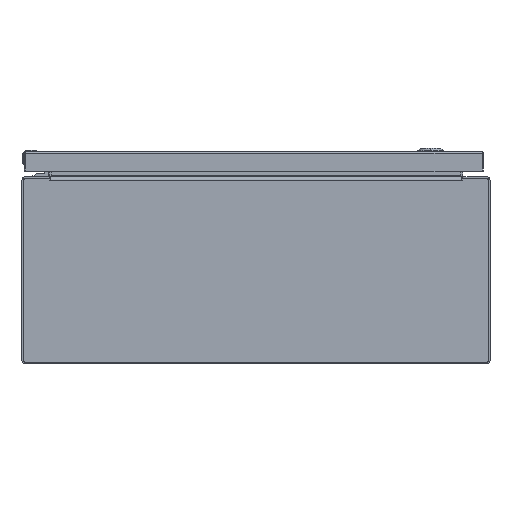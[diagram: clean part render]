
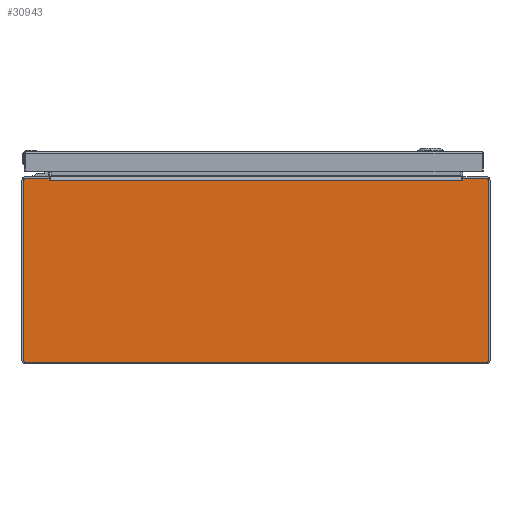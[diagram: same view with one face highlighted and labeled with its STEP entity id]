
A CAD part, front view. The second image highlights one B-rep face of the part: STEP entity #30943.
In plain terms, the highlighted planar face has unit normal (0, -1, 0).
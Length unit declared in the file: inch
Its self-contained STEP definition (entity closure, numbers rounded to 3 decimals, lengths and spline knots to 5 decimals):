
#205 = EDGE_CURVE ( 'NONE', #36069, #31589, #26916, .T. ) ;
#272 = DIRECTION ( 'NONE',  ( 1., 0., 0. ) ) ;
#481 = AXIS2_PLACEMENT_3D ( 'NONE', #35709, #4322, #18310 ) ;
#495 = ORIENTED_EDGE ( 'NONE', *, *, #28223, .T. ) ;
#566 = CARTESIAN_POINT ( 'NONE',  ( 0., -14., 3.855 ) ) ;
#911 = VECTOR ( 'NONE', #272, 39.37008 ) ;
#1118 = FACE_OUTER_BOUND ( 'NONE', #12595, .T. ) ;
#1662 = CARTESIAN_POINT ( 'NONE',  ( 8.8136, -14., 3.855 ) ) ;
#1684 = CARTESIAN_POINT ( 'NONE',  ( 9.857, -14., -3.857 ) ) ;
#1822 = LINE ( 'NONE', #25872, #25991 ) ;
#2329 = DIRECTION ( 'NONE',  ( -0.174, 0., -0.985 ) ) ;
#3411 = EDGE_CURVE ( 'NONE', #38062, #17476, #24955, .T. ) ;
#3935 = LINE ( 'NONE', #31657, #911 ) ;
#3979 = CARTESIAN_POINT ( 'NONE',  ( -8.798, -14., 3.855 ) ) ;
#4013 = CARTESIAN_POINT ( 'NONE',  ( 9.937, -14., -3.857 ) ) ;
#4056 = VECTOR ( 'NONE', #42500, 39.37008 ) ;
#4322 = DIRECTION ( 'NONE',  ( 0., -1., 0. ) ) ;
#5093 = CARTESIAN_POINT ( 'NONE',  ( 9.857, -14., 3.857 ) ) ;
#5305 = LINE ( 'NONE', #1662, #35377 ) ;
#7443 = ORIENTED_EDGE ( 'NONE', *, *, #30612, .T. ) ;
#8463 = LINE ( 'NONE', #22429, #17617 ) ;
#9502 = DIRECTION ( 'NONE',  ( 0., -1., 0. ) ) ;
#9739 = CARTESIAN_POINT ( 'NONE',  ( 9.857, -14., -3.937 ) ) ;
#10772 = CARTESIAN_POINT ( 'NONE',  ( 8.82806, -14., 3.937 ) ) ;
#11535 = ORIENTED_EDGE ( 'NONE', *, *, #43328, .T. ) ;
#11707 = LINE ( 'NONE', #25676, #15697 ) ;
#11956 = CARTESIAN_POINT ( 'NONE',  ( 9.857, -14., 3.937 ) ) ;
#12595 = EDGE_LOOP ( 'NONE', ( #34516, #33204, #34459, #13298, #11535, #24743, #495, #28093, #22011, #16861, #7443, #14961, #36471, #20305 ) ) ;
#13194 = CARTESIAN_POINT ( 'NONE',  ( -9.937, -14., -3.857 ) ) ;
#13298 = ORIENTED_EDGE ( 'NONE', *, *, #30683, .T. ) ;
#13422 = LINE ( 'NONE', #566, #4056 ) ;
#13879 = VECTOR ( 'NONE', #16620, 39.37008 ) ;
#14961 = ORIENTED_EDGE ( 'NONE', *, *, #18790, .F. ) ;
#15255 = CARTESIAN_POINT ( 'NONE',  ( -8.82806, -14., 3.937 ) ) ;
#15428 = CARTESIAN_POINT ( 'NONE',  ( 0., -14., 3.855 ) ) ;
#15583 = CARTESIAN_POINT ( 'NONE',  ( -9.857, -14., -3.857 ) ) ;
#15644 = DIRECTION ( 'NONE',  ( 0., 0., -1. ) ) ;
#15697 = VECTOR ( 'NONE', #39188, 39.37008 ) ;
#16620 = DIRECTION ( 'NONE',  ( 0., 0., -1. ) ) ;
#16861 = ORIENTED_EDGE ( 'NONE', *, *, #38294, .F. ) ;
#17417 = CARTESIAN_POINT ( 'NONE',  ( 8.798, -14., 3.855 ) ) ;
#17476 = VERTEX_POINT ( 'NONE', #11956 ) ;
#17617 = VECTOR ( 'NONE', #22879, 39.37008 ) ;
#17897 = EDGE_CURVE ( 'NONE', #30157, #28285, #8463, .T. ) ;
#18009 = DIRECTION ( 'NONE',  ( 0., 0., 1. ) ) ;
#18136 = AXIS2_PLACEMENT_3D ( 'NONE', #1684, #26405, #15644 ) ;
#18310 = DIRECTION ( 'NONE',  ( -1., 0., 0. ) ) ;
#18612 = AXIS2_PLACEMENT_3D ( 'NONE', #15583, #30456, #36859 ) ;
#18631 = DIRECTION ( 'NONE',  ( -1., 0., 0. ) ) ;
#18790 = EDGE_CURVE ( 'NONE', #30157, #41308, #1822, .T. ) ;
#19082 = DIRECTION ( 'NONE',  ( 0., -1., 0. ) ) ;
#20305 = ORIENTED_EDGE ( 'NONE', *, *, #44450, .T. ) ;
#21076 = CARTESIAN_POINT ( 'NONE',  ( -9.937, -14., 3.857 ) ) ;
#22011 = ORIENTED_EDGE ( 'NONE', *, *, #26613, .F. ) ;
#22429 = CARTESIAN_POINT ( 'NONE',  ( -8.82806, -14., 3.937 ) ) ;
#22879 = DIRECTION ( 'NONE',  ( -1., 0., 0. ) ) ;
#23247 = AXIS2_PLACEMENT_3D ( 'NONE', #29902, #9502, #33989 ) ;
#23990 = VERTEX_POINT ( 'NONE', #9739 ) ;
#24141 = VERTEX_POINT ( 'NONE', #3979 ) ;
#24743 = ORIENTED_EDGE ( 'NONE', *, *, #3411, .T. ) ;
#24955 = CIRCLE ( 'NONE', #37385, 0.08 ) ;
#25676 = CARTESIAN_POINT ( 'NONE',  ( 9.857, -14., 3.937 ) ) ;
#25872 = CARTESIAN_POINT ( 'NONE',  ( -8.82806, -14., 3.937 ) ) ;
#25991 = VECTOR ( 'NONE', #44187, 39.37008 ) ;
#26405 = DIRECTION ( 'NONE',  ( 0., -1., 0. ) ) ;
#26474 = VERTEX_POINT ( 'NONE', #36998 ) ;
#26613 = EDGE_CURVE ( 'NONE', #36004, #26474, #13422, .T. ) ;
#26916 = LINE ( 'NONE', #40891, #13879 ) ;
#28093 = ORIENTED_EDGE ( 'NONE', *, *, #39458, .T. ) ;
#28223 = EDGE_CURVE ( 'NONE', #17476, #37075, #11707, .T. ) ;
#28250 = EDGE_CURVE ( 'NONE', #31589, #28671, #39105, .T. ) ;
#28285 = VERTEX_POINT ( 'NONE', #33881 ) ;
#28492 = LINE ( 'NONE', #31684, #29136 ) ;
#28671 = VERTEX_POINT ( 'NONE', #35693 ) ;
#29136 = VECTOR ( 'NONE', #35577, 39.37008 ) ;
#29902 = CARTESIAN_POINT ( 'NONE',  ( -9.857, -14., 3.857 ) ) ;
#30157 = VERTEX_POINT ( 'NONE', #15255 ) ;
#30456 = DIRECTION ( 'NONE',  ( 0., -1., 0. ) ) ;
#30612 = EDGE_CURVE ( 'NONE', #24141, #41308, #33503, .T. ) ;
#30683 = EDGE_CURVE ( 'NONE', #23990, #38780, #37854, .T. ) ;
#30943 = ADVANCED_FACE ( 'NONE', ( #1118 ), #36389, .T. ) ;
#31589 = VERTEX_POINT ( 'NONE', #13194 ) ;
#31657 = CARTESIAN_POINT ( 'NONE',  ( -8.798, -14., 3.855 ) ) ;
#31684 = CARTESIAN_POINT ( 'NONE',  ( -9.857, -14., -3.937 ) ) ;
#32388 = CARTESIAN_POINT ( 'NONE',  ( 9.937, -14., 3.857 ) ) ;
#33204 = ORIENTED_EDGE ( 'NONE', *, *, #28250, .T. ) ;
#33503 = LINE ( 'NONE', #15428, #39237 ) ;
#33881 = CARTESIAN_POINT ( 'NONE',  ( -9.857, -14., 3.937 ) ) ;
#33989 = DIRECTION ( 'NONE',  ( 0., 0., 1. ) ) ;
#34459 = ORIENTED_EDGE ( 'NONE', *, *, #44837, .T. ) ;
#34516 = ORIENTED_EDGE ( 'NONE', *, *, #205, .T. ) ;
#34945 = CIRCLE ( 'NONE', #23247, 0.08 ) ;
#35377 = VECTOR ( 'NONE', #2329, 39.37008 ) ;
#35577 = DIRECTION ( 'NONE',  ( 1., 0., 0. ) ) ;
#35693 = CARTESIAN_POINT ( 'NONE',  ( -9.857, -14., -3.937 ) ) ;
#35709 = CARTESIAN_POINT ( 'NONE',  ( 0., -14., 0. ) ) ;
#36004 = VERTEX_POINT ( 'NONE', #17417 ) ;
#36069 = VERTEX_POINT ( 'NONE', #21076 ) ;
#36389 = PLANE ( 'NONE',  #481 ) ;
#36471 = ORIENTED_EDGE ( 'NONE', *, *, #17897, .T. ) ;
#36859 = DIRECTION ( 'NONE',  ( -1., 0., 0. ) ) ;
#36998 = CARTESIAN_POINT ( 'NONE',  ( 8.8136, -14., 3.855 ) ) ;
#37075 = VERTEX_POINT ( 'NONE', #10772 ) ;
#37385 = AXIS2_PLACEMENT_3D ( 'NONE', #5093, #19082, #40364 ) ;
#37854 = CIRCLE ( 'NONE', #18136, 0.08 ) ;
#38062 = VERTEX_POINT ( 'NONE', #32388 ) ;
#38294 = EDGE_CURVE ( 'NONE', #24141, #36004, #3935, .T. ) ;
#38477 = CARTESIAN_POINT ( 'NONE',  ( 9.937, -14., -3.857 ) ) ;
#38780 = VERTEX_POINT ( 'NONE', #38477 ) ;
#39105 = CIRCLE ( 'NONE', #18612, 0.08 ) ;
#39188 = DIRECTION ( 'NONE',  ( -1., 0., 0. ) ) ;
#39237 = VECTOR ( 'NONE', #18631, 39.37008 ) ;
#39241 = VECTOR ( 'NONE', #18009, 39.37008 ) ;
#39458 = EDGE_CURVE ( 'NONE', #37075, #26474, #5305, .T. ) ;
#39524 = LINE ( 'NONE', #4013, #39241 ) ;
#40364 = DIRECTION ( 'NONE',  ( 1., 0., 0. ) ) ;
#40891 = CARTESIAN_POINT ( 'NONE',  ( -9.937, -14., 3.857 ) ) ;
#41308 = VERTEX_POINT ( 'NONE', #43417 ) ;
#42500 = DIRECTION ( 'NONE',  ( 1., 0., 0. ) ) ;
#43328 = EDGE_CURVE ( 'NONE', #38780, #38062, #39524, .T. ) ;
#43417 = CARTESIAN_POINT ( 'NONE',  ( -8.8136, -14., 3.855 ) ) ;
#44187 = DIRECTION ( 'NONE',  ( 0.174, 0., -0.985 ) ) ;
#44450 = EDGE_CURVE ( 'NONE', #28285, #36069, #34945, .T. ) ;
#44837 = EDGE_CURVE ( 'NONE', #28671, #23990, #28492, .T. ) ;
